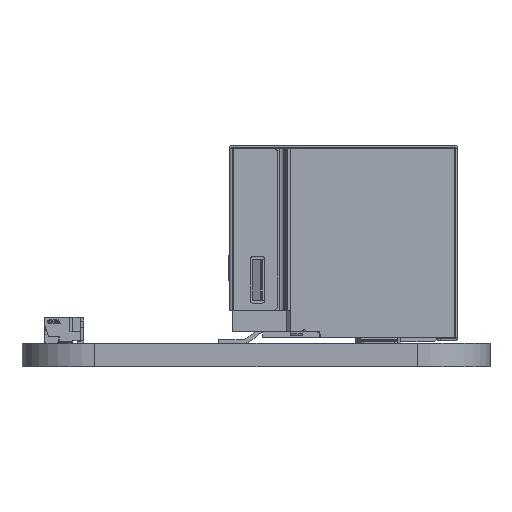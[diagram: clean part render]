
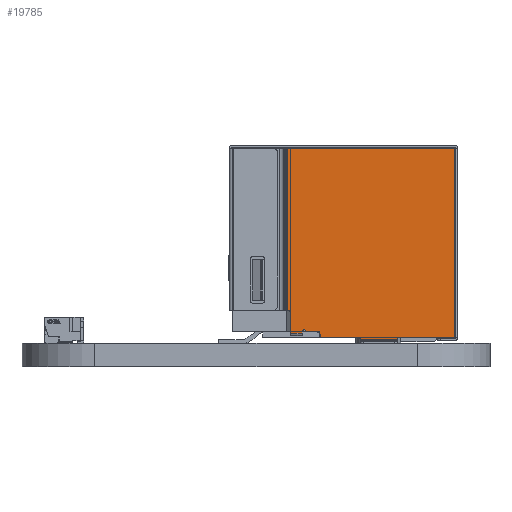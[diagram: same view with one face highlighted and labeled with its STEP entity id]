
A CAD part, left-side view. The second image highlights one B-rep face of the part: STEP entity #19785.
In plain terms, the highlighted planar face has unit normal (-1, 0, 0).
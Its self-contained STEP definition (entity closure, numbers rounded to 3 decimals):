
#19178 = VERTEX_POINT('',#19179);
#19179 = CARTESIAN_POINT('',(-8.275,-6.32,0.4));
#19185 = EDGE_CURVE('',#19178,#19186,#19188,.T.);
#19186 = VERTEX_POINT('',#19187);
#19187 = CARTESIAN_POINT('',(-8.275,-10.15,0.4));
#19188 = LINE('',#19189,#19190);
#19189 = CARTESIAN_POINT('',(-8.275,-6.32,0.4));
#19190 = VECTOR('',#19191,1.);
#19191 = DIRECTION('',(0.,-1.,0.));
#19287 = VERTEX_POINT('',#19288);
#19288 = CARTESIAN_POINT('',(-8.275,-1.003,0.4));
#19296 = EDGE_CURVE('',#19287,#19297,#19299,.T.);
#19297 = VERTEX_POINT('',#19298);
#19298 = CARTESIAN_POINT('',(-8.275,-3.58,0.4));
#19299 = LINE('',#19300,#19301);
#19300 = CARTESIAN_POINT('',(-8.275,-1.003,0.4));
#19301 = VECTOR('',#19302,1.);
#19302 = DIRECTION('',(0.,-1.,0.));
#19756 = EDGE_CURVE('',#19757,#19178,#19759,.T.);
#19757 = VERTEX_POINT('',#19758);
#19758 = CARTESIAN_POINT('',(-8.275,-6.22,0.3));
#19759 = CIRCLE('',#19760,0.1);
#19760 = AXIS2_PLACEMENT_3D('',#19761,#19762,#19763);
#19761 = CARTESIAN_POINT('',(-8.275,-6.32,0.3));
#19762 = DIRECTION('',(1.,0.,0.));
#19763 = DIRECTION('',(0.,1.,0.));
#19785 = ADVANCED_FACE('',(#19786),#19911,.T.);
#19786 = FACE_BOUND('',#19787,.F.);
#19787 = EDGE_LOOP('',(#19788,#19799,#19807,#19815,#19823,#19832,#19840,
    #19848,#19854,#19855,#19856,#19864,#19872,#19880,#19887,#19888,
    #19896,#19905));
#19788 = ORIENTED_EDGE('',*,*,#19789,.F.);
#19789 = EDGE_CURVE('',#19790,#19792,#19794,.T.);
#19790 = VERTEX_POINT('',#19791);
#19791 = CARTESIAN_POINT('',(-8.275,0.27,0.8));
#19792 = VERTEX_POINT('',#19793);
#19793 = CARTESIAN_POINT('',(-8.275,0.009,0.8));
#19794 = CIRCLE('',#19795,0.13);
#19795 = AXIS2_PLACEMENT_3D('',#19796,#19797,#19798);
#19796 = CARTESIAN_POINT('',(-8.275,0.14,0.8));
#19797 = DIRECTION('',(1.,0.,0.));
#19798 = DIRECTION('',(0.,1.,0.));
#19799 = ORIENTED_EDGE('',*,*,#19800,.T.);
#19800 = EDGE_CURVE('',#19790,#19801,#19803,.T.);
#19801 = VERTEX_POINT('',#19802);
#19802 = CARTESIAN_POINT('',(-8.275,0.27,0.684));
#19803 = LINE('',#19804,#19805);
#19804 = CARTESIAN_POINT('',(-8.275,0.27,0.8));
#19805 = VECTOR('',#19806,1.);
#19806 = DIRECTION('',(0.,0.,-1.));
#19807 = ORIENTED_EDGE('',*,*,#19808,.F.);
#19808 = EDGE_CURVE('',#19809,#19801,#19811,.T.);
#19809 = VERTEX_POINT('',#19810);
#19810 = CARTESIAN_POINT('',(-8.275,1.07,0.684));
#19811 = LINE('',#19812,#19813);
#19812 = CARTESIAN_POINT('',(-8.275,1.07,0.684));
#19813 = VECTOR('',#19814,1.);
#19814 = DIRECTION('',(0.,-1.,0.));
#19815 = ORIENTED_EDGE('',*,*,#19816,.T.);
#19816 = EDGE_CURVE('',#19809,#19817,#19819,.T.);
#19817 = VERTEX_POINT('',#19818);
#19818 = CARTESIAN_POINT('',(-8.275,1.07,2.05));
#19819 = LINE('',#19820,#19821);
#19820 = CARTESIAN_POINT('',(-8.275,1.07,0.684));
#19821 = VECTOR('',#19822,1.);
#19822 = DIRECTION('',(0.,0.,1.));
#19823 = ORIENTED_EDGE('',*,*,#19824,.F.);
#19824 = EDGE_CURVE('',#19825,#19817,#19827,.T.);
#19825 = VERTEX_POINT('',#19826);
#19826 = CARTESIAN_POINT('',(-8.275,1.254,2.249));
#19827 = CIRCLE('',#19828,0.2);
#19828 = AXIS2_PLACEMENT_3D('',#19829,#19830,#19831);
#19829 = CARTESIAN_POINT('',(-8.275,1.27,2.05));
#19830 = DIRECTION('',(1.,0.,0.));
#19831 = DIRECTION('',(0.,-0.082,0.997));
#19832 = ORIENTED_EDGE('',*,*,#19833,.F.);
#19833 = EDGE_CURVE('',#19834,#19825,#19836,.T.);
#19834 = VERTEX_POINT('',#19835);
#19835 = CARTESIAN_POINT('',(-8.275,1.254,13.35));
#19836 = LINE('',#19837,#19838);
#19837 = CARTESIAN_POINT('',(-8.275,1.254,13.35));
#19838 = VECTOR('',#19839,1.);
#19839 = DIRECTION('',(0.,0.,-1.));
#19840 = ORIENTED_EDGE('',*,*,#19841,.T.);
#19841 = EDGE_CURVE('',#19834,#19842,#19844,.T.);
#19842 = VERTEX_POINT('',#19843);
#19843 = CARTESIAN_POINT('',(-8.275,-10.15,13.35));
#19844 = LINE('',#19845,#19846);
#19845 = CARTESIAN_POINT('',(-8.275,1.254,13.35));
#19846 = VECTOR('',#19847,1.);
#19847 = DIRECTION('',(0.,-1.,0.));
#19848 = ORIENTED_EDGE('',*,*,#19849,.T.);
#19849 = EDGE_CURVE('',#19842,#19186,#19850,.T.);
#19850 = LINE('',#19851,#19852);
#19851 = CARTESIAN_POINT('',(-8.275,-10.15,13.35));
#19852 = VECTOR('',#19853,1.);
#19853 = DIRECTION('',(0.,0.,-1.));
#19854 = ORIENTED_EDGE('',*,*,#19185,.F.);
#19855 = ORIENTED_EDGE('',*,*,#19756,.F.);
#19856 = ORIENTED_EDGE('',*,*,#19857,.T.);
#19857 = EDGE_CURVE('',#19757,#19858,#19860,.T.);
#19858 = VERTEX_POINT('',#19859);
#19859 = CARTESIAN_POINT('',(-8.275,-6.22,0.27));
#19860 = LINE('',#19861,#19862);
#19861 = CARTESIAN_POINT('',(-8.275,-6.22,0.3));
#19862 = VECTOR('',#19863,1.);
#19863 = DIRECTION('',(0.,0.,-1.));
#19864 = ORIENTED_EDGE('',*,*,#19865,.T.);
#19865 = EDGE_CURVE('',#19858,#19866,#19868,.T.);
#19866 = VERTEX_POINT('',#19867);
#19867 = CARTESIAN_POINT('',(-8.275,-3.68,0.27));
#19868 = LINE('',#19869,#19870);
#19869 = CARTESIAN_POINT('',(-8.275,-6.22,0.27));
#19870 = VECTOR('',#19871,1.);
#19871 = DIRECTION('',(0.,1.,0.));
#19872 = ORIENTED_EDGE('',*,*,#19873,.F.);
#19873 = EDGE_CURVE('',#19874,#19866,#19876,.T.);
#19874 = VERTEX_POINT('',#19875);
#19875 = CARTESIAN_POINT('',(-8.275,-3.68,0.3));
#19876 = LINE('',#19877,#19878);
#19877 = CARTESIAN_POINT('',(-8.275,-3.68,0.3));
#19878 = VECTOR('',#19879,1.);
#19879 = DIRECTION('',(0.,0.,-1.));
#19880 = ORIENTED_EDGE('',*,*,#19881,.F.);
#19881 = EDGE_CURVE('',#19297,#19874,#19882,.T.);
#19882 = CIRCLE('',#19883,0.1);
#19883 = AXIS2_PLACEMENT_3D('',#19884,#19885,#19886);
#19884 = CARTESIAN_POINT('',(-8.275,-3.58,0.3));
#19885 = DIRECTION('',(1.,0.,-0.));
#19886 = DIRECTION('',(0.,0.,1.));
#19887 = ORIENTED_EDGE('',*,*,#19296,.F.);
#19888 = ORIENTED_EDGE('',*,*,#19889,.F.);
#19889 = EDGE_CURVE('',#19890,#19287,#19892,.T.);
#19890 = VERTEX_POINT('',#19891);
#19891 = CARTESIAN_POINT('',(-8.275,-1.003,0.455));
#19892 = LINE('',#19893,#19894);
#19893 = CARTESIAN_POINT('',(-8.275,-1.003,0.455));
#19894 = VECTOR('',#19895,1.);
#19895 = DIRECTION('',(0.,0.,-1.));
#19896 = ORIENTED_EDGE('',*,*,#19897,.F.);
#19897 = EDGE_CURVE('',#19898,#19890,#19900,.T.);
#19898 = VERTEX_POINT('',#19899);
#19899 = CARTESIAN_POINT('',(-8.275,-0.658,0.8));
#19900 = CIRCLE('',#19901,0.345);
#19901 = AXIS2_PLACEMENT_3D('',#19902,#19903,#19904);
#19902 = CARTESIAN_POINT('',(-8.275,-0.658,0.455));
#19903 = DIRECTION('',(1.,0.,-0.));
#19904 = DIRECTION('',(0.,0.,1.));
#19905 = ORIENTED_EDGE('',*,*,#19906,.T.);
#19906 = EDGE_CURVE('',#19898,#19792,#19907,.T.);
#19907 = LINE('',#19908,#19909);
#19908 = CARTESIAN_POINT('',(-8.275,-0.658,0.8));
#19909 = VECTOR('',#19910,1.);
#19910 = DIRECTION('',(0.,1.,0.));
#19911 = PLANE('',#19912);
#19912 = AXIS2_PLACEMENT_3D('',#19913,#19914,#19915);
#19913 = CARTESIAN_POINT('',(-8.275,5.27,0.4));
#19914 = DIRECTION('',(-1.,0.,0.));
#19915 = DIRECTION('',(0.,0.,1.));
